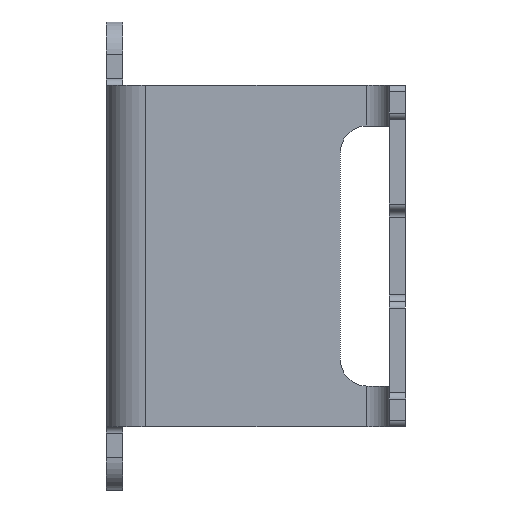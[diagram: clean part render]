
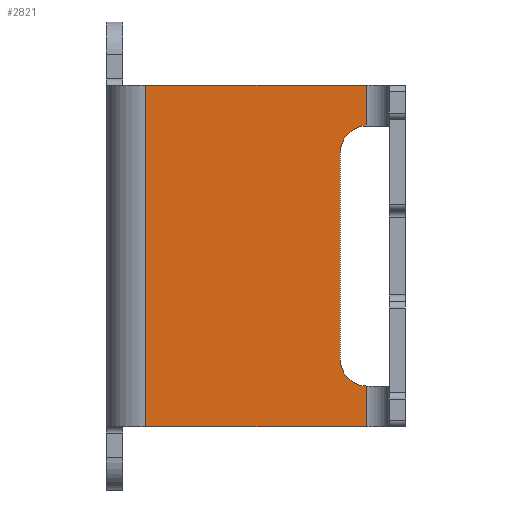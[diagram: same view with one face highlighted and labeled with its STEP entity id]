
A CAD part, front view. The second image highlights one B-rep face of the part: STEP entity #2821.
In plain terms, the highlighted planar face has unit normal (0, -1, 0).
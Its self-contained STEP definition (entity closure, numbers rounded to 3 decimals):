
#1009=CARTESIAN_POINT('',(-10.0,35.,-16.0));
#1010=VERTEX_POINT('',#1009);
#1011=CARTESIAN_POINT('',(-6.,35.,-20.0));
#1012=VERTEX_POINT('',#1011);
#1013=CARTESIAN_POINT('',(-6.0,35.,-16.0));
#1014=DIRECTION('',(0.0,-1.0,0.0));
#1015=DIRECTION('',(-0.707,0.0,-0.707));
#1016=AXIS2_PLACEMENT_3D('',#1013,#1014,#1015);
#1017=CIRCLE('',#1016,4.);
#1018=EDGE_CURVE('',#1010,#1012,#1017,.T.);
#1102=CARTESIAN_POINT('',(-6.,35.,20.0));
#1103=VERTEX_POINT('',#1102);
#1110=CARTESIAN_POINT('',(-10.0,35.,16.0));
#1111=VERTEX_POINT('',#1110);
#1112=CARTESIAN_POINT('',(-6.0,35.0,16.0));
#1113=DIRECTION('',(0.0,-1.0,0.0));
#1114=DIRECTION('',(-0.707,0.0,0.707));
#1115=AXIS2_PLACEMENT_3D('',#1112,#1113,#1114);
#1116=CIRCLE('',#1115,4.);
#1117=EDGE_CURVE('',#1103,#1111,#1116,.T.);
#2291=CARTESIAN_POINT('',(-6.,35.,-26.25));
#2292=VERTEX_POINT('',#2291);
#2300=CARTESIAN_POINT('',(-40.0,35.,-26.25));
#2301=VERTEX_POINT('',#2300);
#2302=CARTESIAN_POINT('',(-40.0,35.,-26.25));
#2303=DIRECTION('',(1.0,0.0,0.0));
#2304=VECTOR('',#2303,34.);
#2305=LINE('',#2302,#2304);
#2306=EDGE_CURVE('',#2301,#2292,#2305,.T.);
#2684=CARTESIAN_POINT('',(-10.0,35.,-16.0));
#2685=DIRECTION('',(0.0,0.0,1.0));
#2686=VECTOR('',#2685,32.0);
#2687=LINE('',#2684,#2686);
#2688=EDGE_CURVE('',#1010,#1111,#2687,.T.);
#2782=CARTESIAN_POINT('',(-6.,35.,0.0));
#2783=DIRECTION('',(0.0,-1.0,0.0));
#2784=DIRECTION('',(0.0,0.0,-1.0));
#2785=AXIS2_PLACEMENT_3D('',#2782,#2783,#2784);
#2786=PLANE('',#2785);
#2787=ORIENTED_EDGE('',*,*,#1018,.F.);
#2788=ORIENTED_EDGE('',*,*,#2688,.T.);
#2789=ORIENTED_EDGE('',*,*,#1117,.F.);
#2790=CARTESIAN_POINT('',(-6.,35.,26.25));
#2791=VERTEX_POINT('',#2790);
#2792=CARTESIAN_POINT('',(-6.,35.,20.0));
#2793=DIRECTION('',(0.0,0.0,1.0));
#2794=VECTOR('',#2793,6.25);
#2795=LINE('',#2792,#2794);
#2796=EDGE_CURVE('',#1103,#2791,#2795,.T.);
#2797=ORIENTED_EDGE('',*,*,#2796,.T.);
#2798=CARTESIAN_POINT('',(-40.0,35.,26.25));
#2799=VERTEX_POINT('',#2798);
#2800=CARTESIAN_POINT('',(-6.,35.,26.25));
#2801=DIRECTION('',(-1.0,0.0,0.0));
#2802=VECTOR('',#2801,34.);
#2803=LINE('',#2800,#2802);
#2804=EDGE_CURVE('',#2791,#2799,#2803,.T.);
#2805=ORIENTED_EDGE('',*,*,#2804,.T.);
#2806=CARTESIAN_POINT('',(-40.0,35.,-26.25));
#2807=DIRECTION('',(0.0,0.0,1.0));
#2808=VECTOR('',#2807,52.5);
#2809=LINE('',#2806,#2808);
#2810=EDGE_CURVE('',#2301,#2799,#2809,.T.);
#2811=ORIENTED_EDGE('',*,*,#2810,.F.);
#2812=ORIENTED_EDGE('',*,*,#2306,.T.);
#2813=CARTESIAN_POINT('',(-6.,35.,-26.25));
#2814=DIRECTION('',(0.0,0.0,1.0));
#2815=VECTOR('',#2814,6.25);
#2816=LINE('',#2813,#2815);
#2817=EDGE_CURVE('',#2292,#1012,#2816,.T.);
#2818=ORIENTED_EDGE('',*,*,#2817,.T.);
#2819=EDGE_LOOP('',(#2787,#2788,#2789,#2797,#2805,#2811,#2812,#2818));
#2820=FACE_OUTER_BOUND('',#2819,.T.);
#2821=ADVANCED_FACE('',(#2820),#2786,.T.);
